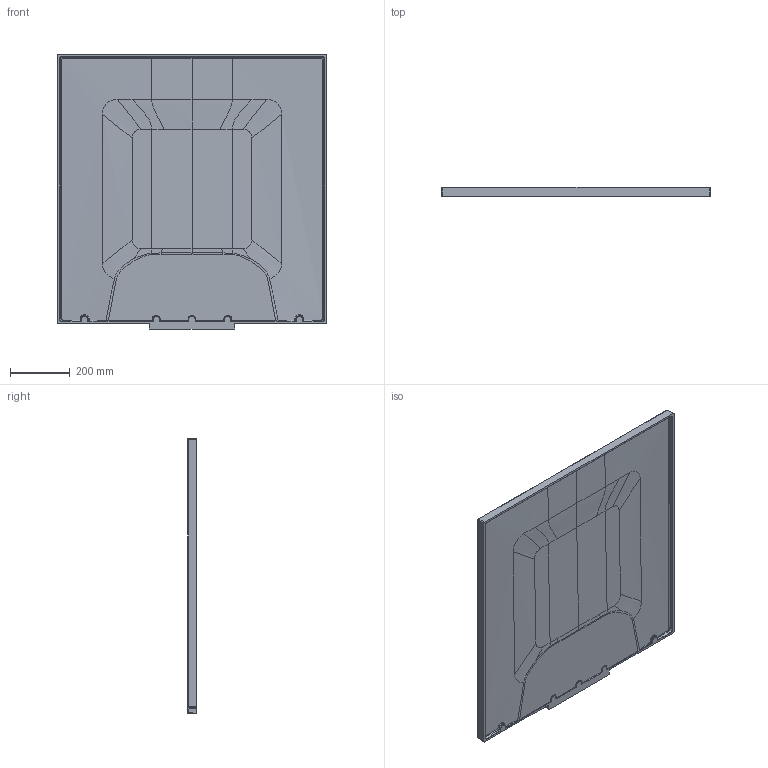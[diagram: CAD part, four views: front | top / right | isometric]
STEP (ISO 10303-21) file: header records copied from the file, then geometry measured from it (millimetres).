
FILE_DESCRIPTION((''),'2;1');
FILE_NAME('UDQ9090WAL1V_WALLWAY_ASM','2022-07-11T16:39:39',('GrootJ'),('Villeroy & Boch Wellness bv'),'CREO PARAMETRIC BY PTC INC, 2020454','CREO PARAMETRIC BY PTC INC, 2020454','');
FILE_SCHEMA(('CONFIG_CONTROL_DESIGN'));
Products named in the file (2): LOGO_WALLWAY_11072022; UDQ9090WAL1V_WALLWAY_ASM
Assembly tree (1 placements, depth 2):
  UDQ9090WAL1V_WALLWAY_ASM
    LOGO_WALLWAY_11072022
Bounding box: 900 x 30 x 920 mm (x, y, z)
Volume: 275 mm3; surface area: 1763358.2 mm2
Topology: 28 solids, 29 shells, 564 faces, 1404 edges, 891 vertices
Faces by surface type: extrusion 237, bspline 138, plane 102, cylinder 69, sphere 8, torus 8, cone 2
Entity records: 36919 total; most frequent: CARTESIAN_POINT 25441, ORIENTED_EDGE 2792, DIRECTION 1402, EDGE_CURVE 1396, B_SPLINE_CURVE_WITH_KNOTS 999, VERTEX_POINT 891, VECTOR 724, EDGE_LOOP 565
